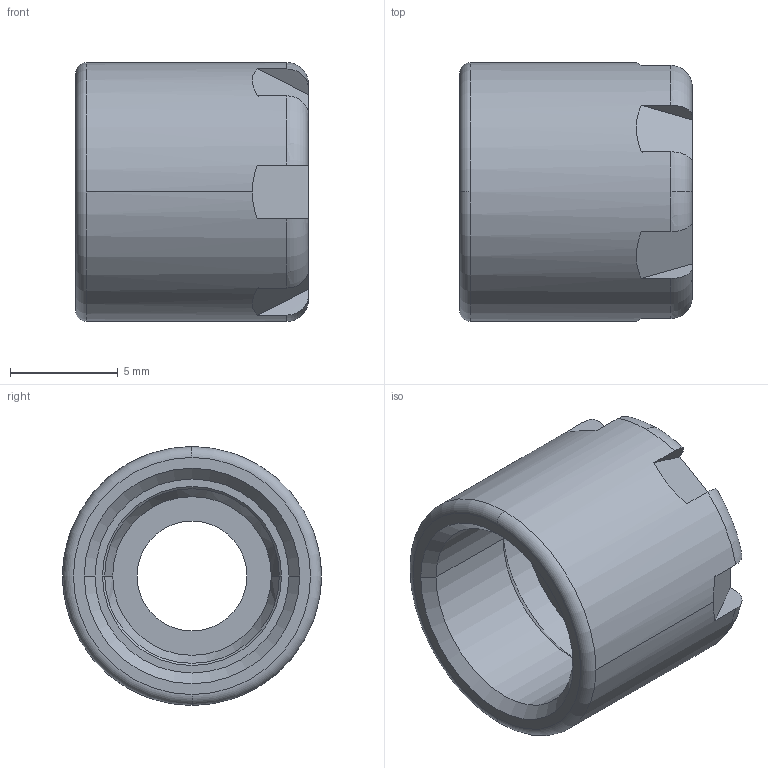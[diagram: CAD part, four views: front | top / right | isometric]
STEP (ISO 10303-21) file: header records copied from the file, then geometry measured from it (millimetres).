
FILE_DESCRIPTION (( 'STEP AP203' ), '1' );
FILE_NAME ('ER8 Mutter.STEP', '2024-03-19T15:38:17', ( '' ), ( '' ), 'SwSTEP 2.0', 'SolidWorks 2023', '' );
FILE_SCHEMA (( 'CONFIG_CONTROL_DESIGN' ));
Length unit declared in the file: metre
Products named in the file (1): ER8 Mutter
Bounding box: 10.8 x 12 x 12 mm (x, y, z)
Volume: 542 mm3; surface area: 901.7 mm2
Topology: 1 solids, 1 shells, 56 faces, 140 edges, 90 vertices
Faces by surface type: plane 24, cone 12, cylinder 10, torus 10
Entity records: 1821 total; most frequent: CARTESIAN_POINT 395, DIRECTION 290, ORIENTED_EDGE 280, EDGE_CURVE 140, AXIS2_PLACEMENT_3D 113, VERTEX_POINT 90, LINE 64, VECTOR 64
